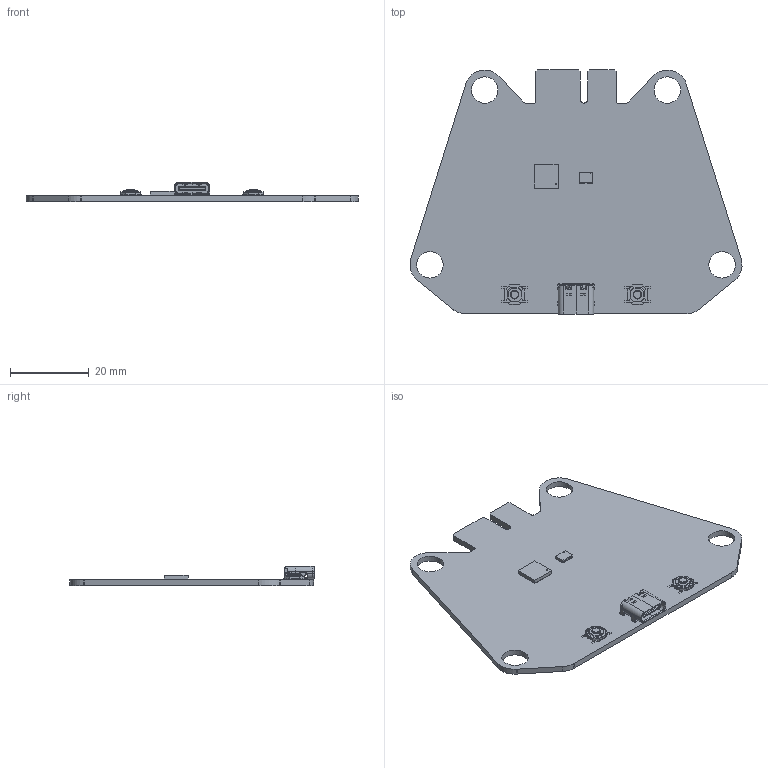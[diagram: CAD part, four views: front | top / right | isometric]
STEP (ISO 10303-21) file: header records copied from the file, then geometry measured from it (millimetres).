
FILE_DESCRIPTION(('KiCad electronic assembly'),'2;1');
FILE_NAME('board.step','2025-01-21T05:01:05',('Pcbnew'),('Kicad'), 'Open CASCADE STEP processor 7.6','KiCad to STEP converter','Unknown' );
FILE_SCHEMA(('AUTOMOTIVE_DESIGN { 1 0 10303 214 1 1 1 1 }'));
Length unit declared in the file: millimetre
Products named in the file (6): board 1; TS-1187A-B-A-B; QFN28_6X6MC_MCH; USB_C_Receptacle_GCT_USB4105-xx-A_16P_TopMnt_Horizontal; ABM8-272-T3_ABR; template_PCB
Assembly tree (6 placements, depth 2):
  board 1
    TS-1187A-B-A-B  x2
    QFN28_6X6MC_MCH
    USB_C_Receptacle_GCT_USB4105-xx-A_16P_TopMnt_Horizontal
    ABM8-272-T3_ABR
    template_PCB
Bounding box: 84.09 x 61.86 x 4.91 mm (x, y, z)
Volume: 6313.5 mm3; surface area: 9663.1 mm2
Topology: 88 solids, 88 shells, 1520 faces, 3716 edges, 2320 vertices
Faces by surface type: plane 1021, cylinder 407, sphere 48, torus 36, cone 8
Full cylindrical faces by diameter (mm): 0.13 x1, 0.3 x1, 0.5 x2, 0.6 x2, 6.7 x4
Entity records: 35341 total; most frequent: CARTESIAN_POINT 6184, DIRECTION 6018, ORIENTED_EDGE 5916, EDGE_CURVE 2958, LINE 2342, VECTOR 2342, VERTEX_POINT 1884, AXIS2_PLACEMENT_3D 1838
